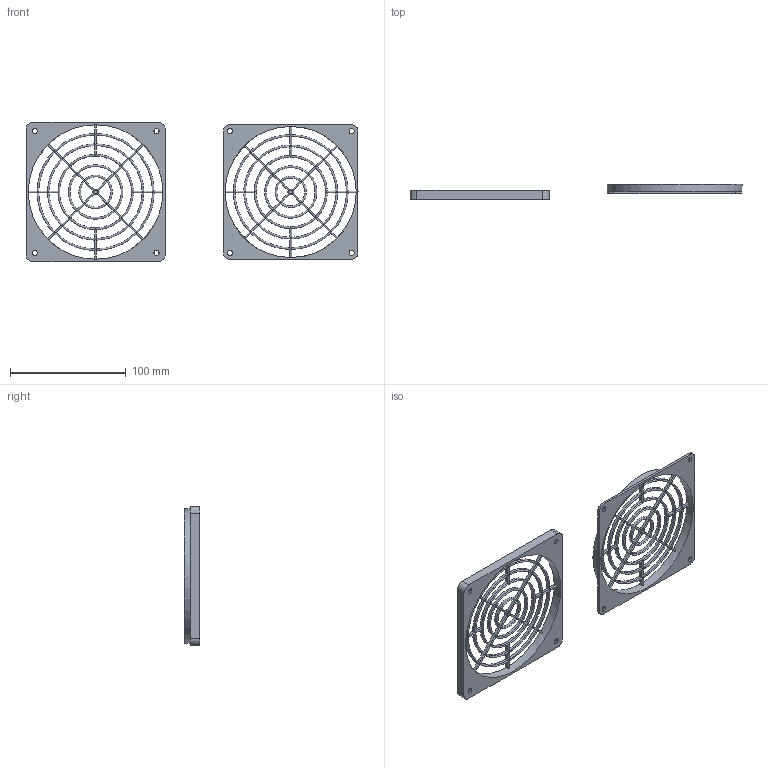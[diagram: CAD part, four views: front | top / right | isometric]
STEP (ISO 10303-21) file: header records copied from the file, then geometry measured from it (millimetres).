
FILE_DESCRIPTION(/* description */ ('STEP AP242','CAx-IF Rec.Pracs.---Representation and Presentation of Product Manufacturing Information (PMI)---4.0---2014-10-13','CAx-IF Rec.Pracs.---3D Tessellated Geometry---0.4---2014-09-14','2;1'),/* implementation_level */ '2;1');
FILE_NAME(/* name */ '674230fd88648037d784d6e4',/* time_stamp */ '2024-11-23T19:46:06Z',/* author */ (''),/* organization */ (''),/* preprocessor_version */ 'ST-DEVELOPER v20',/* originating_system */ 'ONSHAPE BY PTC INC, 1.190',/* authorisation */ ' ');
FILE_SCHEMA (('AP242_MANAGED_MODEL_BASED_3D_ENGINEERING_MIM_LF { 1 0 10303 442 1 1 4 }'));
Length unit declared in the file: metre
Products named in the file (2): AC Affinity; Fan grill
Bounding box: 286.23 x 13 x 120 mm (x, y, z)
Volume: 48765.3 mm3; surface area: 48472.8 mm2
Topology: 2 solids, 2 shells, 453 faces, 1242 edges, 727 vertices
Faces by surface type: cylinder 223, plane 166, torus 64
Full cylindrical faces by diameter (mm): 4.5 x8, 11 x4, 113 x1, 116 x2
Entity records: 14816 total; most frequent: CARTESIAN_POINT 3529, ORIENTED_EDGE 2454, DIRECTION 2176, EDGE_CURVE 1227, AXIS2_PLACEMENT_3D 782, VERTEX_POINT 727, LINE 612, VECTOR 612
